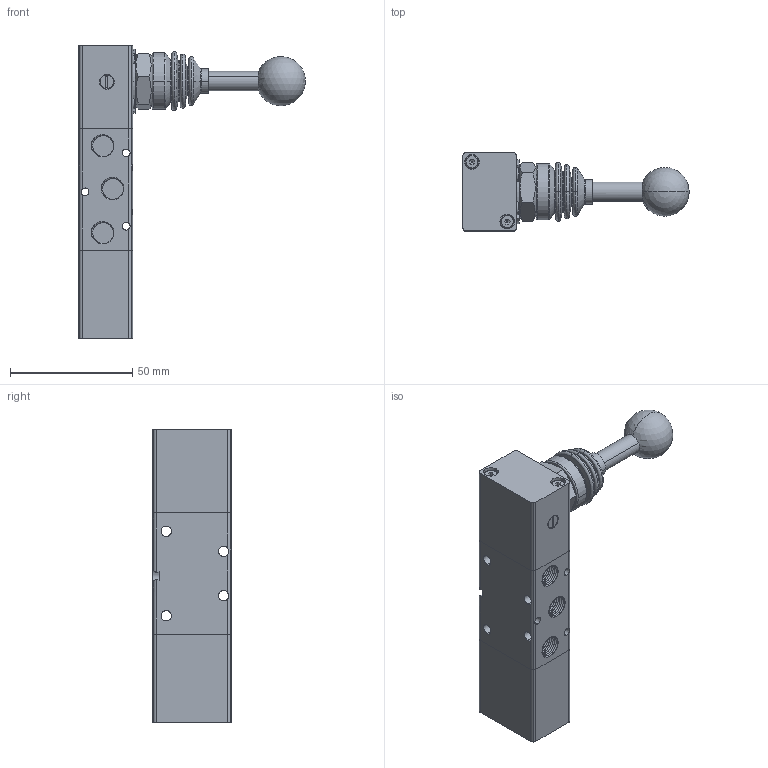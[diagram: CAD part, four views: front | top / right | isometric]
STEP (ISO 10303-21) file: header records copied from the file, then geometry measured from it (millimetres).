
FILE_DESCRIPTION((''),'2;1');
FILE_NAME('00_056_4.stp','2002-12-08T14:57:21',('Branislav Petkovic'),('AZ Pneumatica'),'AutoCAD STEP 2000i','AutoCAD 2000i','Via J. F. Kennedy, 26, 20020 Misinto (MI), ITALY');
FILE_SCHEMA(('CONFIG_CONTROL_DESIGN'));
Length unit declared in the file: millimetre
Products named in the file (12): 00_056_4; 521 TELO; PART1A; X21 OPRUGA ML; PART2; PART3; GUMA RAVNA; ~~PART1; 521 LL90A; PART1; 521 LL90; PART1AA
Assembly tree (7 placements, depth 3):
  00_056_4
    521 TELO
      PART1A
    X21 OPRUGA ML
      PART2
    PART3
    GUMA RAVNA
      ~~PART1
  521 LL90A
  PART1
  521 LL90
  PART1AA
Bounding box: 92.53 x 32 x 119.5 mm (x, y, z)
Surface area: 28685.1 mm2 (no closed solid volume)
Topology: 0 solids, 5 shells, 469 faces, 1332 edges, 866 vertices
Faces by surface type: cylinder 216, plane 137, cone 58, bspline 40, torus 16, sphere 2
Entity records: 31239 total; most frequent: CARTESIAN_POINT 19096, ORIENTED_EDGE 2652, DIRECTION 2347, EDGE_CURVE 1326, AXIS2_PLACEMENT_3D 928, VERTEX_POINT 864, EDGE_LOOP 510, VECTOR 491
